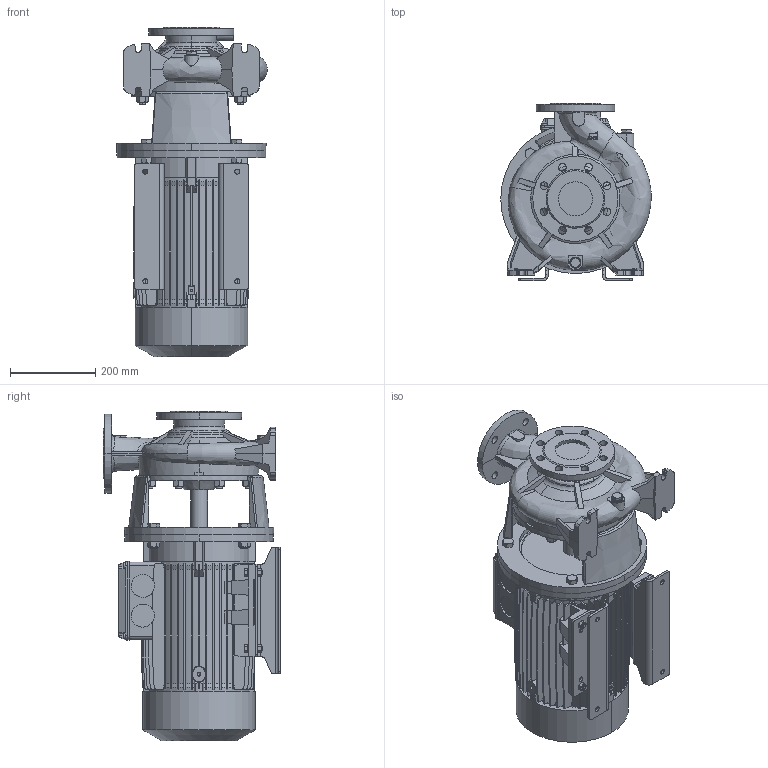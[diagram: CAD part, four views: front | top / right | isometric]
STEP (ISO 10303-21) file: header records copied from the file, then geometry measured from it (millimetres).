
FILE_DESCRIPTION (( 'STEP AP214' ), '1' );
FILE_NAME ('4.93.603.39swa01.step', '2022-12-13T09:50:22', ( '' ), ( '' ), 'SwSTEP 2.0', 'SolidWorks 2020', '' );
FILE_SCHEMA (( 'AUTOMOTIVE_DESIGN' ));
Length unit declared in the file: millimetre
Products named in the file (6): 10007670swn00_M32x1.5; 4.93.603.39swa01; 10007568swp00_M132 B5-De350; 10008962swa01_M132M; 10008958swp01_132M-R3; Copia di 4_93_603_39_REV00^4.93.603.39swa01
Assembly tree (6 placements, depth 3):
  4.93.603.39swa01
    Copia di 4_93_603_39_REV00^4.93.603.39swa01
    10008962swa01_M132M
      10007568swp00_M132 B5-De350
      10008958swp01_132M-R3
      10007670swn00_M32x1.5  x2
Bounding box: 353.36 x 417 x 774 mm (x, y, z)
Volume: 37114481.8 mm3; surface area: 2409998.2 mm2
Topology: 34 solids, 34 shells, 2398 faces, 6258 edges, 4041 vertices
Faces by surface type: plane 1307, cone 493, cylinder 375, bspline 204, torus 19
Entity records: 218982 total; most frequent: CARTESIAN_POINT 164317, ORIENTED_EDGE 12166, DIRECTION 9556, EDGE_CURVE 6083, VERTEX_POINT 3943, VECTOR 3206, LINE 3206, AXIS2_PLACEMENT_3D 3175
